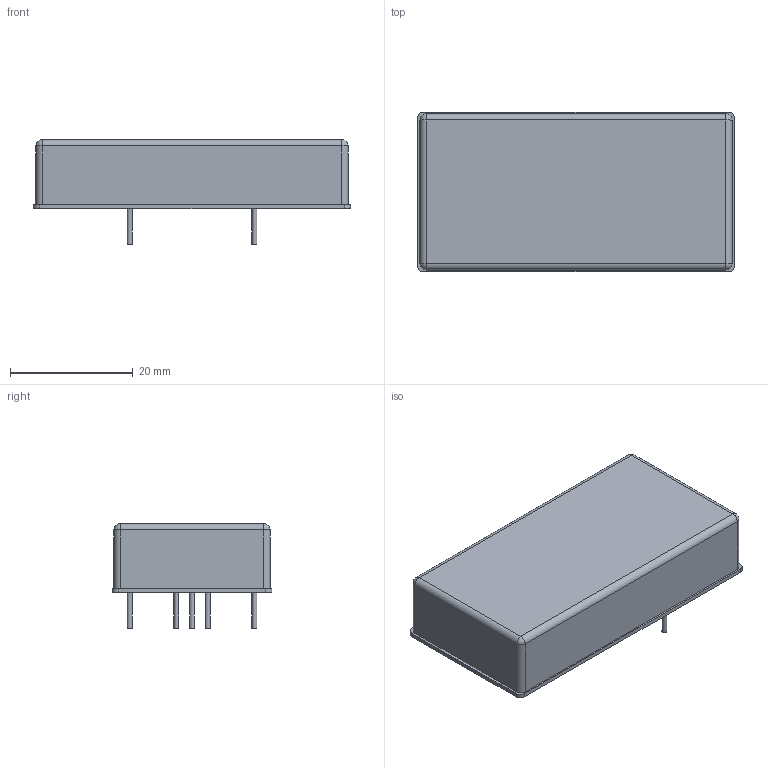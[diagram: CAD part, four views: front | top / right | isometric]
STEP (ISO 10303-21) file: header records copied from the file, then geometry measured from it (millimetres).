
FILE_DESCRIPTION(('FreeCAD Model'),'2;1');
FILE_NAME('DLW05.step', '2020-05-27T15:53:53',('Author'),(''), 'Open CASCADE STEP processor 7.2','FreeCAD','Unknown');
FILE_SCHEMA(('AUTOMOTIVE_DESIGN { 1 0 10303 214 1 1 1 1 }'));
Length unit declared in the file: millimetre
Products named in the file (6): pin_1; pin_3; pin_4; pin_5; pin_2; case
Bounding box: 51.6 x 26 x 17 mm (x, y, z)
Volume: 14457.8 mm3; surface area: 4383.7 mm2
Topology: 6 solids, 6 shells, 43 faces, 87 edges, 54 vertices
Faces by surface type: plane 22, cylinder 17, sphere 4
Full cylindrical faces by diameter (mm): 0.8 x5
Entity records: 2282 total; most frequent: CARTESIAN_POINT 395, DIRECTION 347, ORIENTED_EDGE 166, PCURVE 166, DEFINITIONAL_REPRESENTATION 166, LINE 157, VECTOR 157, EDGE_CURVE 83
